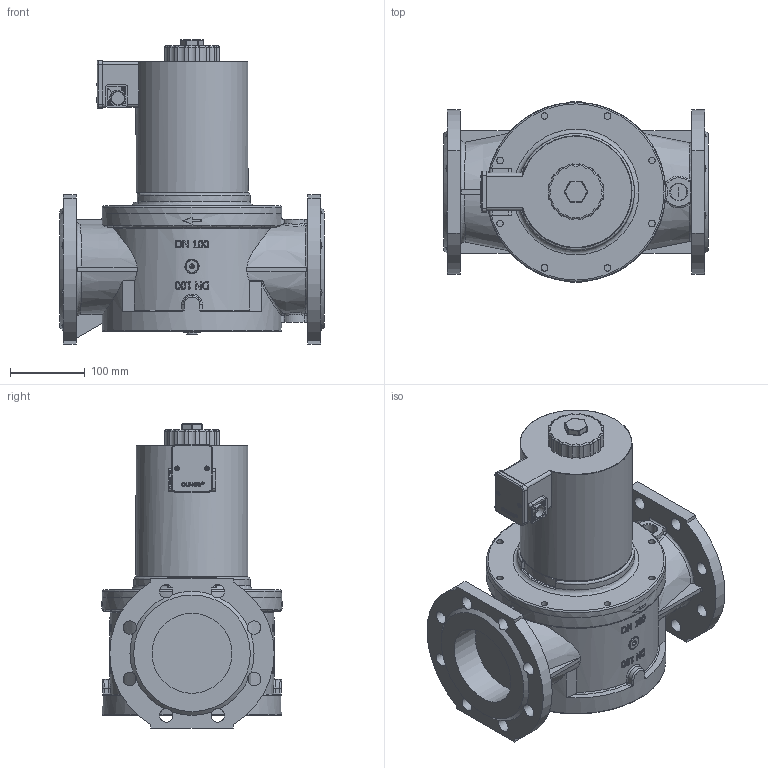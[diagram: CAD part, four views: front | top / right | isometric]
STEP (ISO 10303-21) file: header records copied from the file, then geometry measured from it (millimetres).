
FILE_DESCRIPTION(/* description */ (''),/* implementation_level */ '2;1');
FILE_NAME(/* name */ '169410.ipt.step',/* time_stamp */ '2015-12-15T08:21:41+01:00',/* author */ ('cad-gast'),/* organization */ (''),/* preprocessor_version */ 'ST-DEVELOPER v15.2',/* originating_system */ 'Autodesk Inventor 2014',/* authorisation */ '');
FILE_SCHEMA (('AUTOMOTIVE_DESIGN { 1 0 10303 214 3 1 1 }'));
Length unit declared in the file: centimetre
Products named in the file (1): 169410
Bounding box: 354 x 241.6 x 407 mm (x, y, z)
Volume: 12473937 mm3; surface area: 558485.2 mm2
Topology: 1 solids, 2 shells, 1201 faces, 3202 edges, 2096 vertices
Faces by surface type: plane 484, bspline 311, cylinder 267, torus 66, cone 61, sphere 12
Full cylindrical faces by diameter (mm): 2.5 x4, 3 x1, 3.4 x2, 3.6 x1, 6.5 x2, 7 x8, 8 x2, 14 x1, 17.2 x2, 18 x18, 19 x2, 22 x2, 69 x1, 107 x2, 150 x1, 240 x2
Entity records: 44139 total; most frequent: CARTESIAN_POINT 16694, ORIENTED_EDGE 6142, DIRECTION 4743, EDGE_CURVE 3070, VERTEX_POINT 2053, AXIS2_PLACEMENT_3D 1665, LINE 1413, VECTOR 1413
